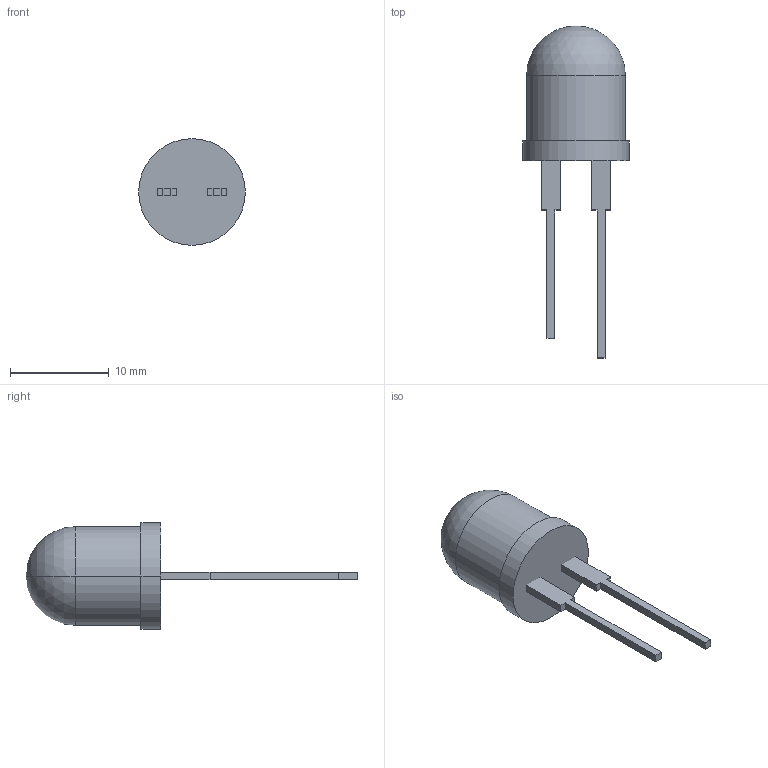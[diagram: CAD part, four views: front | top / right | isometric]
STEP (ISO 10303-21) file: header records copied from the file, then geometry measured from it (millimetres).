
FILE_DESCRIPTION((''),'2;1');
FILE_NAME('LED_10_ASM','2012-12-17T',('ale'),(''),'PRO/ENGINEER BY PARAMETRIC TECHNOLOGY CORPORATION, 2012230','PRO/ENGINEER BY PARAMETRIC TECHNOLOGY CORPORATION, 2012230','');
FILE_SCHEMA(('CONFIG_CONTROL_DESIGN'));
Length unit declared in the file: millimetre
Products named in the file (5): LED_10_00; LED_10_01; LED_10_02; LED_10_03; LED_10_ASM
Assembly tree (4 placements, depth 2):
  LED_10_ASM
    LED_10_00
    LED_10_01
    LED_10_02
    LED_10_03
Bounding box: 10.8 x 33.65 x 10.8 mm (x, y, z)
Volume: 1024.3 mm3; surface area: 791.6 mm2
Topology: 6 solids, 6 shells, 57 faces, 179 edges, 134 vertices
Faces by surface type: plane 41, cylinder 8, revolution 4, sphere 2, bspline 2
Entity records: 2581 total; most frequent: CARTESIAN_POINT 918, DIRECTION 325, ORIENTED_EDGE 256, VECTOR 139, LINE 139, EDGE_CURVE 128, AXIS2_PLACEMENT_3D 91, VERTEX_POINT 85
